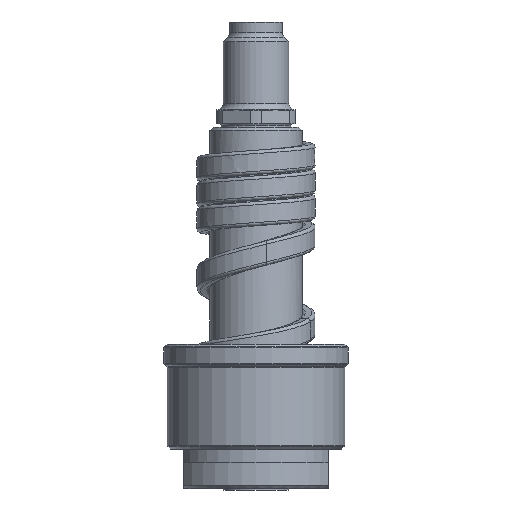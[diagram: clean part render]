
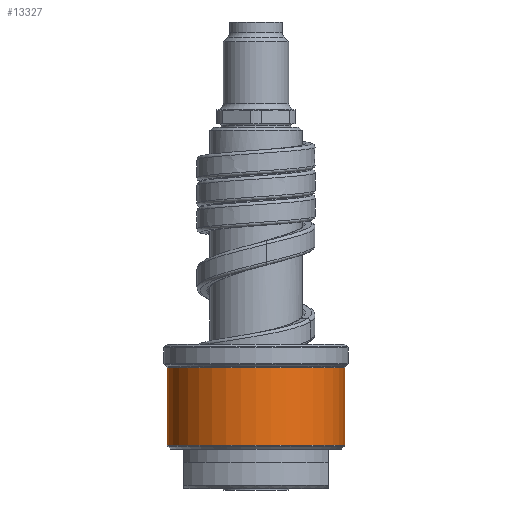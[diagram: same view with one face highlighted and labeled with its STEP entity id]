
A CAD part, front view. The second image highlights one B-rep face of the part: STEP entity #13327.
In plain terms, the highlighted cylindrical face has radius 13.5 mm (diameter 27 mm), a partial arc.
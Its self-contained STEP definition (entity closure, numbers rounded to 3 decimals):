
#4554=CARTESIAN_POINT('',(0.,0.,6.582));
#4555=DIRECTION('',(0.,0.,1.));
#4556=DIRECTION('',(-1.,0.,0.));
#4557=AXIS2_PLACEMENT_3D('',#4554,#4555,#4556);
#4559=DIRECTION('',(0.,0.,-1.));
#4560=VECTOR('',#4559,11.835);
#4561=CARTESIAN_POINT('',(-13.5,0.,18.417));
#4562=LINE('',#4561,#4560);
#4563=CARTESIAN_POINT('',(0.,0.,18.417));
#4564=DIRECTION('',(0.,0.,1.));
#4565=DIRECTION('',(-1.,0.,0.));
#4566=AXIS2_PLACEMENT_3D('',#4563,#4564,#4565);
#4568=DIRECTION('',(0.,0.,-1.));
#4569=VECTOR('',#4568,11.835);
#4570=CARTESIAN_POINT('',(13.5,0.,18.417));
#4571=LINE('',#4570,#4569);
#6034=CARTESIAN_POINT('',(13.5,0.,18.417));
#6035=CARTESIAN_POINT('',(-13.5,0.,18.417));
#6036=VERTEX_POINT('',#6034);
#6037=VERTEX_POINT('',#6035);
#6060=CARTESIAN_POINT('',(13.5,0.,6.582));
#6061=VERTEX_POINT('',#6060);
#6062=CARTESIAN_POINT('',(-13.5,0.,6.582));
#6063=VERTEX_POINT('',#6062);
#13315=CARTESIAN_POINT('',(0.,0.,5.2));
#13316=DIRECTION('',(0.,0.,1.));
#13317=DIRECTION('',(-1.,0.,0.));
#13318=AXIS2_PLACEMENT_3D('',#13315,#13316,#13317);
#13319=CYLINDRICAL_SURFACE('',#13318,13.5);
#13320=ORIENTED_EDGE('',*,*,#8283,.F.);
#13321=ORIENTED_EDGE('',*,*,#13306,.F.);
#13323=ORIENTED_EDGE('',*,*,#13322,.T.);
#13324=ORIENTED_EDGE('',*,*,#13302,.T.);
#13325=EDGE_LOOP('',(#13320,#13321,#13323,#13324));
#13326=FACE_OUTER_BOUND('',#13325,.F.);
#4558=CIRCLE('',#4557,13.5);
#4567=CIRCLE('',#4566,13.5);
#8283=EDGE_CURVE('',#6063,#6061,#4558,.T.);
#13302=EDGE_CURVE('',#6036,#6061,#4571,.T.);
#13306=EDGE_CURVE('',#6037,#6063,#4562,.T.);
#13322=EDGE_CURVE('',#6037,#6036,#4567,.T.);
#13327=ADVANCED_FACE('',(#13326),#13319,.T.);
